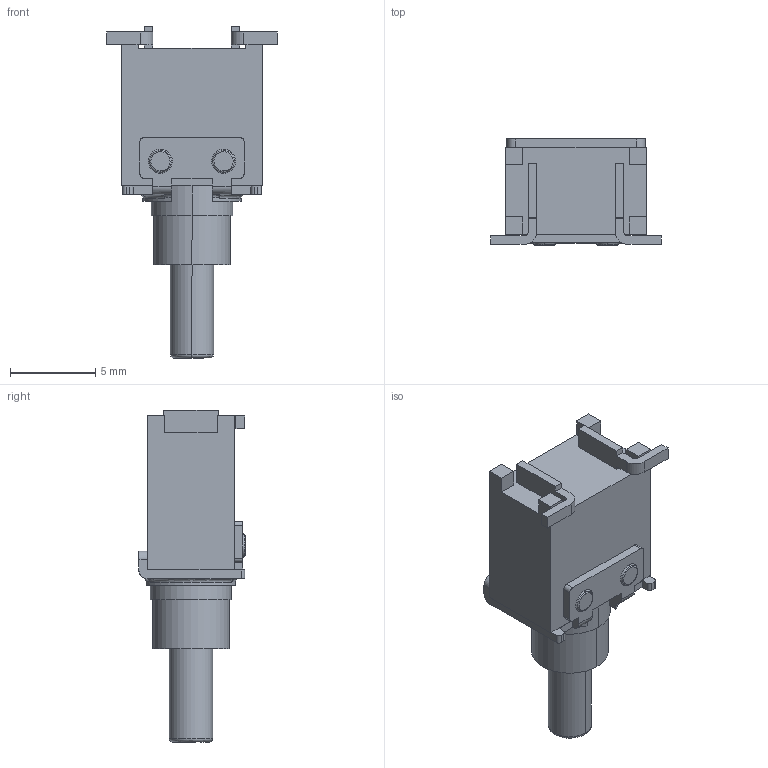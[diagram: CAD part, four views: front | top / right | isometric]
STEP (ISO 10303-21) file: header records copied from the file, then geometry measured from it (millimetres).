
FILE_DESCRIPTION (( 'STEP AP214' ), '1' );
FILE_NAME ('800BWSP9SM6RE.STEP', '2022-09-09T11:12:14', ( '' ), ( '' ), 'SwSTEP 2.0', 'SolidWorks 2017', '' );
FILE_SCHEMA (( 'AUTOMOTIVE_DESIGN' ));
Length unit declared in the file: millimetre
Products named in the file (5): 800BWSP9SM6RE--3DModel-STEP-520916; 800BWSP9SM6RE; Body2; Body3; Body1
Assembly tree (4 placements, depth 3):
  800BWSP9SM6RE
    800BWSP9SM6RE--3DModel-STEP-520916
      Body1
      Body2
      Body3
Bounding box: 9.98 x 6.22 x 19.45 mm (x, y, z)
Volume: 479.4 mm3; surface area: 623.6 mm2
Topology: 3 solids, 3 shells, 126 faces, 336 edges, 218 vertices
Faces by surface type: plane 82, cylinder 28, bspline 16
Entity records: 5981 total; most frequent: CARTESIAN_POINT 1341, ORIENTED_EDGE 672, DIRECTION 612, EDGE_CURVE 336, VECTOR 234, LINE 234, VERTEX_POINT 218, AXIS2_PLACEMENT_3D 189
